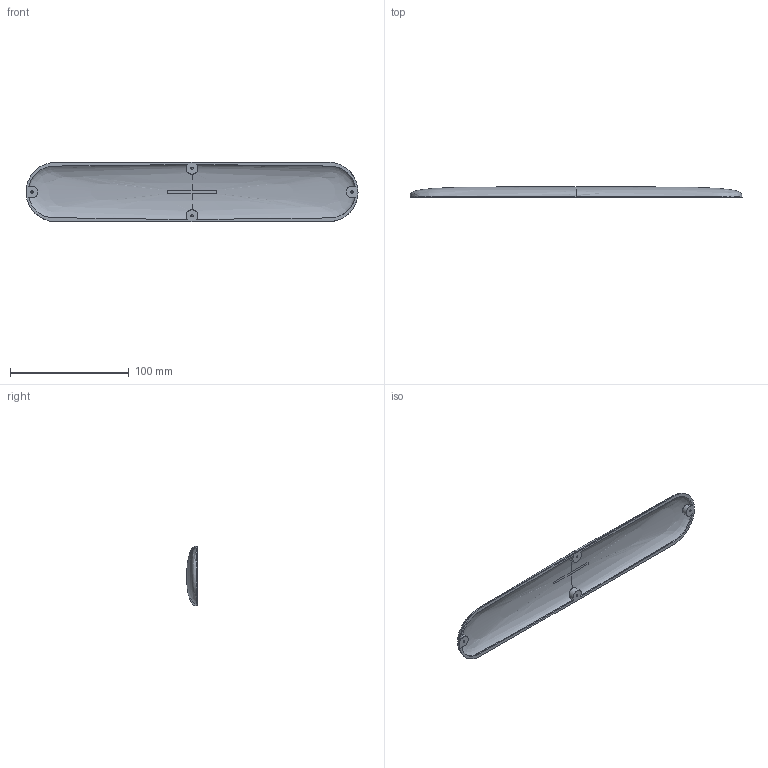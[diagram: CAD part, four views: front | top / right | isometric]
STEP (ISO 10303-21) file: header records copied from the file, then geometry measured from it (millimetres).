
FILE_DESCRIPTION (( 'STEP AP214' ), '1' );
FILE_NAME ('Pieza4.l.STEP', '2020-06-10T01:16:58', ( '' ), ( '' ), 'SwSTEP 2.0', 'SolidWorks 2013', '' );
FILE_SCHEMA (( 'AUTOMOTIVE_DESIGN' ));
Length unit declared in the file: millimetre
Products named in the file (1): Pieza4.l
Bounding box: 279.99 x 9 x 50 mm (x, y, z)
Volume: 1484.6 mm3; surface area: 30628.2 mm2
Topology: 1 solids, 1 shells, 40 faces, 110 edges, 69 vertices
Faces by surface type: cylinder 17, bspline 10, cone 8, plane 5
Entity records: 16847 total; most frequent: CARTESIAN_POINT 15916, ORIENTED_EDGE 204, DIRECTION 151, EDGE_CURVE 102, VERTEX_POINT 69, AXIS2_PLACEMENT_3D 56, EDGE_LOOP 45, FACE_OUTER_BOUND 40
